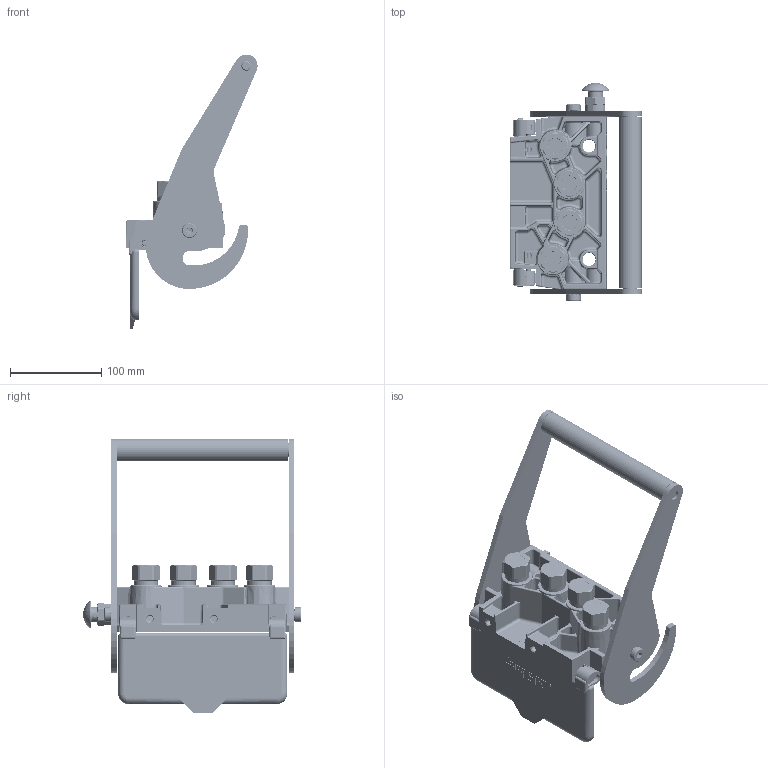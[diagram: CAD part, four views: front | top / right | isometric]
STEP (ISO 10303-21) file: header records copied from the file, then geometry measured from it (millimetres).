
FILE_DESCRIPTION (( 'STEP AP214' ), '1' );
FILE_NAME ('FASTER.step', '2024-10-29T01:58:14', ( '' ), ( '' ), 'SwSTEP 2.0', 'SolidWorks 2017', '' );
FILE_SCHEMA (( 'AUTOMOTIVE_DESIGN' ));
Length unit declared in the file: millimetre
Products named in the file (31): 4132_014_0000_000; 4830_001_0004_000; 4830_070_0000_001; 4830_001_0005_300; sicura_p5; 4830_022_0000_011; et011; 0048_317_1000_000; 4830_024_0002_000; or1_5x7_m; 4832_020_0003_001; 0048_042_0412_000; 4132_072_0000_300; 4830_025_0000_001; FASTER; ET011-ET007; CURS_MOLLA_38; 2ffnb38_npt_f; 4830_013_3000_020; A_2ffnb38_npt_f; 4830_027_0000_001; 4830_001_0001_004; 4830_025_2000_000; et007; 4830_024_0002_020; 4830_024_0002_010; 4830_024_0002_000_ASM; 4830_025_1000_000; PS06_F_BASE; 4830_001_0005_301
Assembly tree (36 placements, depth 4):
  FASTER
    PS06_F_BASE
      4832_020_0003_001
      4830_013_3000_020  x2
      4830_001_0001_004
      0048_317_1000_000  x2
      4830_001_0004_000  x2
      4830_001_0005_300
      4830_001_0005_301
    A_2ffnb38_npt_f  x4
      CURS_MOLLA_38
        4132_072_0000_300
        4132_014_0000_000
      2ffnb38_npt_f
        2ffnb38_npt_f
    4830_024_0002_000
      4830_024_0002_000_ASM
        4830_024_0002_010
        4830_027_0000_001
        4830_024_0002_020
      sicura_p5
        4830_025_0000_001
        or1_5x7_m
        0048_042_0412_000
      4830_025_2000_000
      4830_025_1000_000
      4830_022_0000_011
      4830_070_0000_001
    ET011-ET007
      et011
      et007
Bounding box: 143.5 x 238.48 x 300.7 mm (x, y, z)
Volume: 266350.3 mm3; surface area: 326146.3 mm2
Topology: 26 solids, 79 shells, 5991 faces, 16054 edges, 10323 vertices
Faces by surface type: plane 3916, cylinder 921, bspline 490, cone 356, torus 213, sphere 95
Entity records: 211432 total; most frequent: CARTESIAN_POINT 81234, ORIENTED_EDGE 27569, DIRECTION 23923, EDGE_CURVE 13895, VECTOR 10741, LINE 10741, VERTEX_POINT 8949, AXIS2_PLACEMENT_3D 6591
